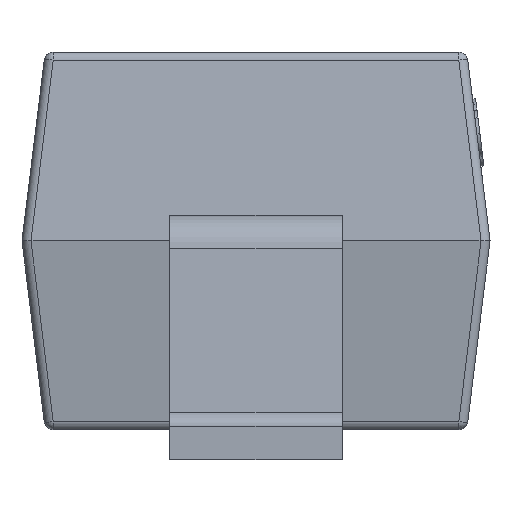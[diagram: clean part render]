
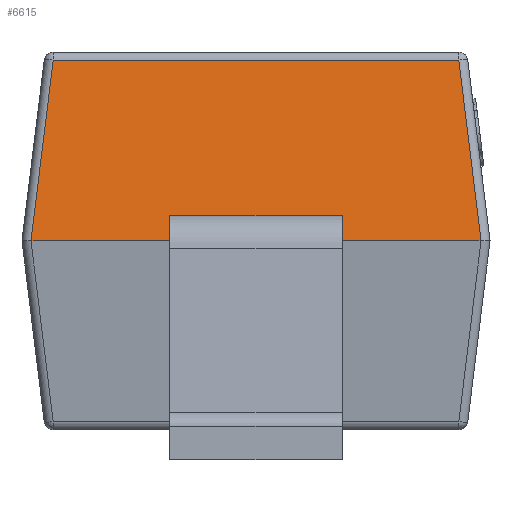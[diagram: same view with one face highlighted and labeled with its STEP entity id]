
A CAD part, left-side view. The second image highlights one B-rep face of the part: STEP entity #6615.
In plain terms, the highlighted planar face has unit normal (-0.993, 0, 0.122).
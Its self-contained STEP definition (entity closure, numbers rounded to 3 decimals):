
#103 = CARTESIAN_POINT ( 'NONE',  ( -1.35, 0.285, 0. ) ) ;
#582 = VECTOR ( 'NONE', #2305, 1000. ) ;
#829 = VECTOR ( 'NONE', #13645, 1000. ) ;
#881 = VERTEX_POINT ( 'NONE', #3985 ) ;
#1019 = VECTOR ( 'NONE', #12883, 1000. ) ;
#1057 = EDGE_CURVE ( 'NONE', #11812, #2253, #8119, .T. ) ;
#1117 = CARTESIAN_POINT ( 'NONE',  ( -1.35, 0.775, 0. ) ) ;
#1137 = CARTESIAN_POINT ( 'NONE',  ( -1.35, -0.285, 0. ) ) ;
#1211 = ORIENTED_EDGE ( 'NONE', *, *, #5077, .T. ) ;
#1304 = ORIENTED_EDGE ( 'NONE', *, *, #10255, .T. ) ;
#1555 = DIRECTION ( 'NONE',  ( -0.993, 0., 0.122 ) ) ;
#1680 = CARTESIAN_POINT ( 'NONE',  ( -1.34, 0.775, 0.085 ) ) ;
#1819 = AXIS2_PLACEMENT_3D ( 'NONE', #7945, #1555, #5474 ) ;
#1862 = ORIENTED_EDGE ( 'NONE', *, *, #8189, .T. ) ;
#2039 = VECTOR ( 'NONE', #13007, 1000. ) ;
#2106 = VERTEX_POINT ( 'NONE', #1137 ) ;
#2166 = VECTOR ( 'NONE', #9886, 1000. ) ;
#2253 = VERTEX_POINT ( 'NONE', #9138 ) ;
#2282 = FACE_OUTER_BOUND ( 'NONE', #3755, .T. ) ;
#2305 = DIRECTION ( 'NONE',  ( 0., -1., 0. ) ) ;
#2505 = ORIENTED_EDGE ( 'NONE', *, *, #4950, .F. ) ;
#2642 = VECTOR ( 'NONE', #11288, 1000. ) ;
#2975 = ORIENTED_EDGE ( 'NONE', *, *, #6900, .T. ) ;
#2994 = ORIENTED_EDGE ( 'NONE', *, *, #1057, .T. ) ;
#3142 = LINE ( 'NONE', #1117, #582 ) ;
#3368 = CARTESIAN_POINT ( 'NONE',  ( -1.35, 0.745, 0. ) ) ;
#3372 = VERTEX_POINT ( 'NONE', #103 ) ;
#3447 = CARTESIAN_POINT ( 'NONE',  ( -1.276, 0.698, 0.599 ) ) ;
#3459 = CARTESIAN_POINT ( 'NONE',  ( -1.35, 0.746, -0.004 ) ) ;
#3570 = DIRECTION ( 'NONE',  ( 0., -1., 0. ) ) ;
#3755 = EDGE_LOOP ( 'NONE', ( #4298, #1304, #12088, #2975, #2994, #2505, #1211, #1862 ) ) ;
#3985 = CARTESIAN_POINT ( 'NONE',  ( -1.276, -0.672, 0.599 ) ) ;
#4084 = CARTESIAN_POINT ( 'NONE',  ( -1.35, -0.745, 0. ) ) ;
#4298 = ORIENTED_EDGE ( 'NONE', *, *, #11295, .T. ) ;
#4473 = LINE ( 'NONE', #4661, #2039 ) ;
#4655 = CARTESIAN_POINT ( 'NONE',  ( -1.35, 0.775, 0. ) ) ;
#4661 = CARTESIAN_POINT ( 'NONE',  ( -1.35, 0.285, 0. ) ) ;
#4665 = LINE ( 'NONE', #13289, #2166 ) ;
#4950 = EDGE_CURVE ( 'NONE', #2106, #2253, #4665, .T. ) ;
#5077 = EDGE_CURVE ( 'NONE', #2106, #5556, #3142, .T. ) ;
#5266 = EDGE_CURVE ( 'NONE', #10543, #3372, #9874, .T. ) ;
#5474 = DIRECTION ( 'NONE',  ( 0.122, 0., 0.993 ) ) ;
#5556 = VERTEX_POINT ( 'NONE', #4084 ) ;
#5586 = LINE ( 'NONE', #3447, #1019 ) ;
#6293 = LINE ( 'NONE', #10484, #829 ) ;
#6468 = CARTESIAN_POINT ( 'NONE',  ( -1.276, 0.672, 0.599 ) ) ;
#6615 = ADVANCED_FACE ( 'NONE', ( #2282 ), #11805, .T. ) ;
#6900 = EDGE_CURVE ( 'NONE', #3372, #11812, #4473, .T. ) ;
#7027 = VECTOR ( 'NONE', #12901, 1000. ) ;
#7945 = CARTESIAN_POINT ( 'NONE',  ( -1.35, 0.775, 0. ) ) ;
#8119 = LINE ( 'NONE', #1680, #2642 ) ;
#8189 = EDGE_CURVE ( 'NONE', #5556, #881, #6293, .T. ) ;
#8237 = CARTESIAN_POINT ( 'NONE',  ( -1.34, 0.285, 0.085 ) ) ;
#9138 = CARTESIAN_POINT ( 'NONE',  ( -1.34, -0.285, 0.085 ) ) ;
#9874 = LINE ( 'NONE', #4655, #13665 ) ;
#9886 = DIRECTION ( 'NONE',  ( 0.122, 0., 0.993 ) ) ;
#10255 = EDGE_CURVE ( 'NONE', #12402, #10543, #12957, .T. ) ;
#10484 = CARTESIAN_POINT ( 'NONE',  ( -1.328, -0.723, 0.181 ) ) ;
#10543 = VERTEX_POINT ( 'NONE', #3368 ) ;
#11288 = DIRECTION ( 'NONE',  ( 0., -1., 0. ) ) ;
#11295 = EDGE_CURVE ( 'NONE', #881, #12402, #5586, .T. ) ;
#11805 = PLANE ( 'NONE',  #1819 ) ;
#11812 = VERTEX_POINT ( 'NONE', #8237 ) ;
#12088 = ORIENTED_EDGE ( 'NONE', *, *, #5266, .T. ) ;
#12402 = VERTEX_POINT ( 'NONE', #6468 ) ;
#12883 = DIRECTION ( 'NONE',  ( 0., 1., 0. ) ) ;
#12901 = DIRECTION ( 'NONE',  ( -0.121, 0.121, -0.985 ) ) ;
#12957 = LINE ( 'NONE', #3459, #7027 ) ;
#13007 = DIRECTION ( 'NONE',  ( 0.122, 0., 0.993 ) ) ;
#13289 = CARTESIAN_POINT ( 'NONE',  ( -1.35, -0.285, 0. ) ) ;
#13645 = DIRECTION ( 'NONE',  ( 0.121, 0.121, 0.985 ) ) ;
#13665 = VECTOR ( 'NONE', #3570, 1000. ) ;
